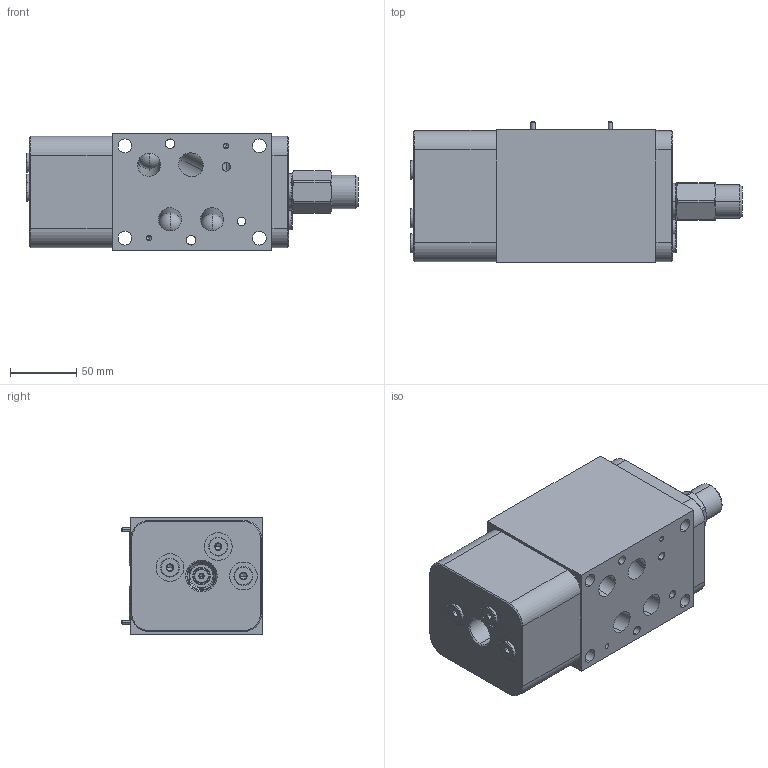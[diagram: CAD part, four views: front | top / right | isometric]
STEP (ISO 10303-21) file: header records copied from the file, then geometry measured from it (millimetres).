
FILE_DESCRIPTION((''),'2;1');
FILE_NAME('U5W_ASM','2020-04-10T',('ProEService'),(''),'PRO/ENGINEER BY PARAMETRIC TECHNOLOGY CORPORATION, 2014200','PRO/ENGINEER BY PARAMETRIC TECHNOLOGY CORPORATION, 2014200','');
FILE_SCHEMA(('CONFIG_CONTROL_DESIGN'));
Length unit declared in the file: inch
Products named in the file (8): 172-784-001; A330-006-004; FTDAXCN; 500-001-118; 500-001-111; 811-001-006; 340-001; U5W_ASM
Assembly tree (16 placements, depth 2):
  U5W_ASM
    172-784-001
    A330-006-004  x5
    FTDAXCN
    500-001-118  x4
    500-001-111  x2
    811-001-006  x2
    340-001
Bounding box: 250.95 x 106.38 x 88.9 mm (x, y, z)
Volume: 1498218.6 mm3; surface area: 200085.6 mm2
Topology: 19 solids, 19 shells, 1059 faces, 2771 edges, 2004 vertices
Faces by surface type: cylinder 414, plane 236, cone 232, torus 121, revolution 38, sphere 18
Entity records: 34488 total; most frequent: CARTESIAN_POINT 12649, DIRECTION 4781, ORIENTED_EDGE 4058, EDGE_CURVE 2029, AXIS2_PLACEMENT_3D 1899, VERTEX_POINT 1248, EDGE_LOOP 1039, CIRCLE 1016
